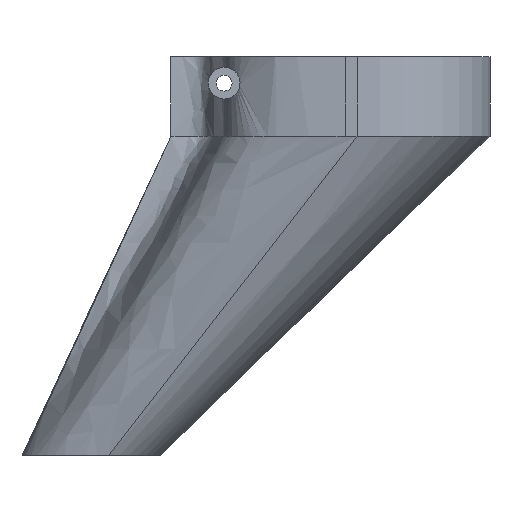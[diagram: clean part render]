
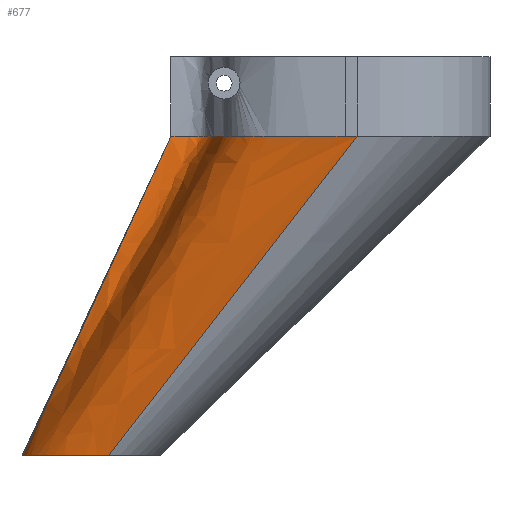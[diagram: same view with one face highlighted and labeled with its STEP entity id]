
A CAD part, front view. The second image highlights one B-rep face of the part: STEP entity #677.
In plain terms, the highlighted free-form (B-spline) face has degree [3, 3] with [9, 4] control points.
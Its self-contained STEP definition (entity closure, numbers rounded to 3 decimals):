
#391=CARTESIAN_POINT('',(63.294,-112.576,-60.0));
#392=VERTEX_POINT('',#391);
#400=CARTESIAN_POINT('',(47.266,-102.615,-60.0));
#401=VERTEX_POINT('',#400);
#402=CARTESIAN_POINT('',(60.0,-100.0,-60.0));
#403=DIRECTION('',(0.0,0.0,1.0));
#404=DIRECTION('',(-1.0,0.0,0.0));
#405=AXIS2_PLACEMENT_3D('',#402,#403,#404);
#406=CIRCLE('',#405,13.);
#407=EDGE_CURVE('',#401,#392,#406,.T.);
#581=CARTESIAN_POINT('',(75.0,-100.0,0.0));
#582=VERTEX_POINT('',#581);
#583=CARTESIAN_POINT('',(47.266,-102.615,-60.0));
#584=DIRECTION('',(0.419,0.04,0.907));
#585=VECTOR('',#584,66.152);
#586=LINE('',#583,#585);
#587=EDGE_CURVE('',#401,#582,#586,.T.);
#599=CARTESIAN_POINT('',(47.266,-102.615,-60.0));
#600=CARTESIAN_POINT('',(47.414,-103.337,-60.0));
#601=CARTESIAN_POINT('',(48.065,-105.544,-60.));
#602=CARTESIAN_POINT('',(49.701,-108.198,-60.));
#603=CARTESIAN_POINT('',(52.387,-110.698,-60.));
#604=CARTESIAN_POINT('',(55.414,-112.382,-60.));
#605=CARTESIAN_POINT('',(59.35,-113.188,-60.));
#606=CARTESIAN_POINT('',(62.013,-112.911,-60.0));
#607=CARTESIAN_POINT('',(63.294,-112.576,-60.0));
#608=CARTESIAN_POINT('',(56.511,-101.743,-40.0));
#609=CARTESIAN_POINT('',(57.222,-102.149,-40.));
#610=CARTESIAN_POINT('',(59.561,-103.384,-40.));
#611=CARTESIAN_POINT('',(60.982,-107.779,-40.));
#612=CARTESIAN_POINT('',(63.224,-112.733,-40.));
#613=CARTESIAN_POINT('',(66.875,-115.633,-40.));
#614=CARTESIAN_POINT('',(72.572,-116.965,-40.));
#615=CARTESIAN_POINT('',(76.788,-116.887,-40.));
#616=CARTESIAN_POINT('',(78.862,-116.717,-40.0));
#617=CARTESIAN_POINT('',(65.755,-100.872,-20.0));
#618=CARTESIAN_POINT('',(67.03,-100.961,-20.));
#619=CARTESIAN_POINT('',(71.056,-101.225,-20.));
#620=CARTESIAN_POINT('',(72.262,-107.36,-20.));
#621=CARTESIAN_POINT('',(74.061,-114.767,-20.));
#622=CARTESIAN_POINT('',(78.336,-118.884,-20.));
#623=CARTESIAN_POINT('',(85.793,-120.741,-20.));
#624=CARTESIAN_POINT('',(91.563,-120.864,-20.));
#625=CARTESIAN_POINT('',(94.431,-120.859,-20.0));
#626=CARTESIAN_POINT('',(75.0,-100.0,0.0));
#627=CARTESIAN_POINT('',(76.838,-99.773,0.0));
#628=CARTESIAN_POINT('',(82.552,-99.066,0.0));
#629=CARTESIAN_POINT('',(83.542,-106.942,0.0));
#630=CARTESIAN_POINT('',(84.898,-116.801,0.0));
#631=CARTESIAN_POINT('',(89.798,-122.135,0.0));
#632=CARTESIAN_POINT('',(99.015,-124.518,0.0));
#633=CARTESIAN_POINT('',(106.338,-124.839,0.0));
#634=CARTESIAN_POINT('',(110.0,-125.0,0.0));
#635=B_SPLINE_SURFACE_WITH_KNOTS('',3,3,((#599,#608,#617,#626),(#600,#609,#618,#627),(#601,#610,#619,#628),(#602,#611,#620,#629),(#603,#612,#621,#630),(#604,#613,#622,#631),(#605,#614,#623,#632),(#606,#615,#624,#633),(#607,#616,#625,#634)),.UNSPECIFIED.,.F.,.F.,.F.,(4,1,1,1,1,1,4),(4,4),(0.0,0.105,0.326,0.436,0.624,0.812,1.0),(0.0,1.0),.UNSPECIFIED.);
#636=ORIENTED_EDGE('',*,*,#407,.T.);
#637=CARTESIAN_POINT('',(110.0,-125.0,0.0));
#638=VERTEX_POINT('',#637);
#639=CARTESIAN_POINT('',(63.294,-112.576,-60.0));
#640=DIRECTION('',(0.606,-0.161,0.779));
#641=VECTOR('',#640,77.044);
#642=LINE('',#639,#641);
#643=EDGE_CURVE('',#392,#638,#642,.T.);
#644=ORIENTED_EDGE('',*,*,#643,.T.);
#645=CARTESIAN_POINT('',(107.748,-124.898,0.0));
#646=VERTEX_POINT('',#645);
#647=CARTESIAN_POINT('',(107.748,-124.898,0.0));
#648=CARTESIAN_POINT('',(108.497,-124.934,0.0));
#649=CARTESIAN_POINT('',(109.249,-124.967,0.0));
#650=CARTESIAN_POINT('',(110.0,-125.0,0.0));
#651=B_SPLINE_CURVE_WITH_KNOTS('',3,(#647,#648,#649,#650),.UNSPECIFIED.,.F.,.U.,(4,4),(4.59,4.774),.UNSPECIFIED.);
#652=EDGE_CURVE('',#646,#638,#651,.T.);
#653=ORIENTED_EDGE('',*,*,#652,.F.);
#654=CARTESIAN_POINT('',(94.721,-123.266,0.0));
#655=VERTEX_POINT('',#654);
#656=CARTESIAN_POINT('',(75.0,-100.0,0.0));
#657=CARTESIAN_POINT('',(76.838,-99.773,0.0));
#658=CARTESIAN_POINT('',(84.49,-98.827,0.0));
#659=CARTESIAN_POINT('',(81.691,-122.792,0.0));
#660=CARTESIAN_POINT('',(97.549,-124.412,0.0));
#661=CARTESIAN_POINT('',(107.748,-124.898,0.0));
#662=B_SPLINE_CURVE_WITH_KNOTS('',3,(#656,#657,#658,#659,#660,#661),.UNSPECIFIED.,.F.,.U.,(4,1,1,4),(0.0,0.5,2.081,4.59),.UNSPECIFIED.);
#663=EDGE_CURVE('',#655,#646,#662,.T.);
#664=ORIENTED_EDGE('',*,*,#663,.F.);
#665=CARTESIAN_POINT('',(75.0,-100.0,0.0));
#666=CARTESIAN_POINT('',(76.838,-99.773,0.0));
#667=CARTESIAN_POINT('',(84.49,-98.827,0.0));
#668=CARTESIAN_POINT('',(81.691,-122.792,0.0));
#669=CARTESIAN_POINT('',(97.549,-124.412,0.0));
#670=CARTESIAN_POINT('',(107.748,-124.898,0.0));
#671=B_SPLINE_CURVE_WITH_KNOTS('',3,(#665,#666,#667,#668,#669,#670),.UNSPECIFIED.,.F.,.U.,(4,1,1,4),(0.0,0.5,2.081,4.59),.UNSPECIFIED.);
#672=EDGE_CURVE('',#582,#655,#671,.T.);
#673=ORIENTED_EDGE('',*,*,#672,.F.);
#674=ORIENTED_EDGE('',*,*,#587,.F.);
#675=EDGE_LOOP('',(#636,#644,#653,#664,#673,#674));
#676=FACE_OUTER_BOUND('',#675,.T.);
#677=ADVANCED_FACE('',(#676),#635,.T.);
